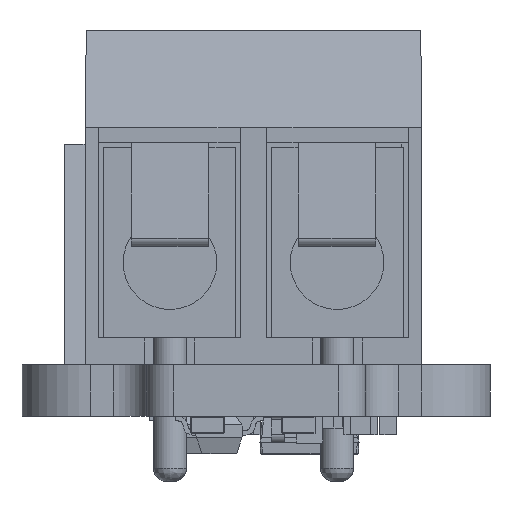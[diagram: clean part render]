
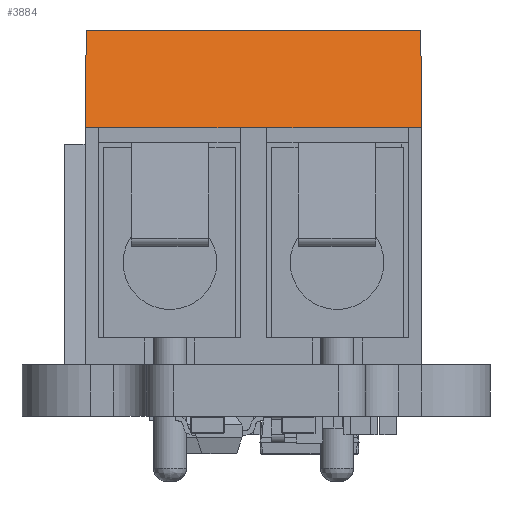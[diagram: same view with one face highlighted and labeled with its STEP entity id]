
A CAD part, front view. The second image highlights one B-rep face of the part: STEP entity #3884.
In plain terms, the highlighted face is planar.
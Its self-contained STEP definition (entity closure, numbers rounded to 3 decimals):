
#3049 = VERTEX_POINT('',#3050);
#3050 = CARTESIAN_POINT('',(-5.04,7.09,3.515));
#3270 = VERTEX_POINT('',#3271);
#3271 = CARTESIAN_POINT('',(5.04,7.09,3.515));
#3365 = VERTEX_POINT('',#3366);
#3366 = CARTESIAN_POINT('',(-5.,10.,2.715));
#3379 = EDGE_CURVE('',#3365,#3049,#3380,.T.);
#3380 = LINE('',#3381,#3382);
#3381 = CARTESIAN_POINT('',(-5.,10.,2.715));
#3382 = VECTOR('',#3383,1.);
#3383 = DIRECTION('',(-0.013,-0.964,
    0.265));
#3393 = EDGE_CURVE('',#3049,#3394,#3396,.T.);
#3394 = VERTEX_POINT('',#3395);
#3395 = CARTESIAN_POINT('',(-4.64,7.09,3.515));
#3396 = LINE('',#3397,#3398);
#3397 = CARTESIAN_POINT('',(5.04,7.09,3.515));
#3398 = VECTOR('',#3399,1.);
#3399 = DIRECTION('',(1.,0.,0.));
#3741 = EDGE_CURVE('',#3742,#3270,#3744,.T.);
#3742 = VERTEX_POINT('',#3743);
#3743 = CARTESIAN_POINT('',(4.64,7.09,3.515));
#3744 = LINE('',#3745,#3746);
#3745 = CARTESIAN_POINT('',(5.04,7.09,3.515));
#3746 = VECTOR('',#3747,1.);
#3747 = DIRECTION('',(1.,0.,0.));
#3773 = VERTEX_POINT('',#3774);
#3774 = CARTESIAN_POINT('',(5.,10.,2.715));
#3780 = EDGE_CURVE('',#3270,#3773,#3781,.T.);
#3781 = LINE('',#3782,#3783);
#3782 = CARTESIAN_POINT('',(5.04,7.09,3.515));
#3783 = VECTOR('',#3784,1.);
#3784 = DIRECTION('',(-0.013,0.964,
    -0.265));
#3884 = ADVANCED_FACE('',(#3885),#3919,.F.);
#3885 = FACE_BOUND('',#3886,.T.);
#3886 = EDGE_LOOP('',(#3887,#3888,#3896,#3904,#3910,#3911,#3912,#3918));
#3887 = ORIENTED_EDGE('',*,*,#3393,.T.);
#3888 = ORIENTED_EDGE('',*,*,#3889,.F.);
#3889 = EDGE_CURVE('',#3890,#3394,#3892,.T.);
#3890 = VERTEX_POINT('',#3891);
#3891 = CARTESIAN_POINT('',(-0.4,7.09,3.515));
#3892 = LINE('',#3893,#3894);
#3893 = CARTESIAN_POINT('',(5.04,7.09,3.515));
#3894 = VECTOR('',#3895,1.);
#3895 = DIRECTION('',(-1.,0.,0.));
#3896 = ORIENTED_EDGE('',*,*,#3897,.F.);
#3897 = EDGE_CURVE('',#3898,#3890,#3900,.T.);
#3898 = VERTEX_POINT('',#3899);
#3899 = CARTESIAN_POINT('',(0.4,7.09,3.515));
#3900 = LINE('',#3901,#3902);
#3901 = CARTESIAN_POINT('',(5.04,7.09,3.515));
#3902 = VECTOR('',#3903,1.);
#3903 = DIRECTION('',(-1.,0.,0.));
#3904 = ORIENTED_EDGE('',*,*,#3905,.F.);
#3905 = EDGE_CURVE('',#3742,#3898,#3906,.T.);
#3906 = LINE('',#3907,#3908);
#3907 = CARTESIAN_POINT('',(5.04,7.09,3.515));
#3908 = VECTOR('',#3909,1.);
#3909 = DIRECTION('',(-1.,0.,0.));
#3910 = ORIENTED_EDGE('',*,*,#3741,.T.);
#3911 = ORIENTED_EDGE('',*,*,#3780,.T.);
#3912 = ORIENTED_EDGE('',*,*,#3913,.F.);
#3913 = EDGE_CURVE('',#3365,#3773,#3914,.T.);
#3914 = LINE('',#3915,#3916);
#3915 = CARTESIAN_POINT('',(5.04,10.,2.715));
#3916 = VECTOR('',#3917,1.);
#3917 = DIRECTION('',(1.,0.,0.));
#3918 = ORIENTED_EDGE('',*,*,#3379,.T.);
#3919 = PLANE('',#3920);
#3920 = AXIS2_PLACEMENT_3D('',#3921,#3922,#3923);
#3921 = CARTESIAN_POINT('',(5.04,10.,2.715));
#3922 = DIRECTION('',(0.,-0.265,
    -0.964));
#3923 = DIRECTION('',(0.,0.964,-0.265));
